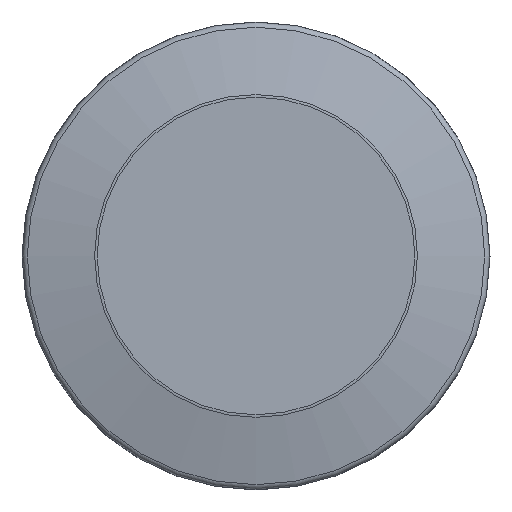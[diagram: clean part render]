
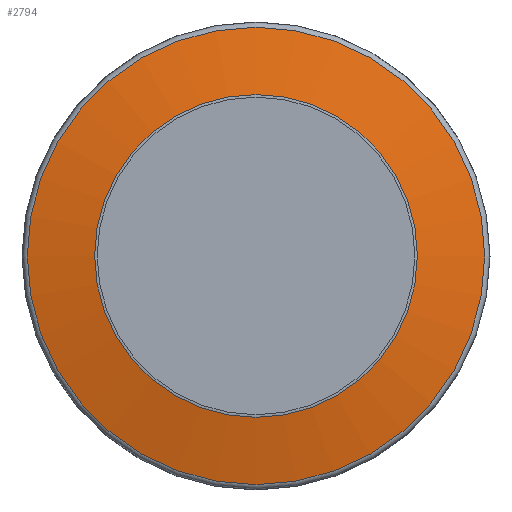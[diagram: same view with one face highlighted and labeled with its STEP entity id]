
A CAD part, top view. The second image highlights one B-rep face of the part: STEP entity #2794.
In plain terms, the highlighted conical face has half-angle 78 degrees and reference radius 13 mm.
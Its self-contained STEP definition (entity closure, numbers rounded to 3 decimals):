
#689=FACE_BOUND('',#5582,.T.);
#690=FACE_BOUND('',#5583,.T.);
#1184=CONICAL_SURFACE('',#21366,13.,78.);
#2794=ADVANCED_FACE('',(#689,#690),#1184,.T.);
#5582=EDGE_LOOP('',(#8827));
#5583=EDGE_LOOP('',(#8828));
#8827=ORIENTED_EDGE('',*,*,#17040,.T.);
#8828=ORIENTED_EDGE('',*,*,#17042,.T.);
#14744=VERTEX_POINT('',#39987);
#14746=VERTEX_POINT('',#39992);
#17040=EDGE_CURVE('',#14744,#14744,#19964,.T.);
#17042=EDGE_CURVE('',#14746,#14746,#19966,.T.);
#19964=CIRCLE('',#21357,18.57);
#19966=CIRCLE('',#21360,13.103);
#21357=AXIS2_PLACEMENT_3D('',#39986,#24140,#24141);
#21360=AXIS2_PLACEMENT_3D('',#39991,#24146,#24147);
#21366=AXIS2_PLACEMENT_3D('',#40000,#24158,#24159);
#24140=DIRECTION('',(0.,0.,1.));
#24141=DIRECTION('',(0.,1.,0.));
#24146=DIRECTION('',(0.,0.,-1.));
#24147=DIRECTION('',(0.,1.,0.));
#24158=DIRECTION('',(0.,0.,-1.));
#24159=DIRECTION('',(0.,1.,0.));
#39986=CARTESIAN_POINT('',(0.,0.,19.116));
#39987=CARTESIAN_POINT('',(0.,18.57,19.116));
#39991=CARTESIAN_POINT('',(0.,0.,20.278));
#39992=CARTESIAN_POINT('',(0.,13.103,20.278));
#40000=CARTESIAN_POINT('',(0.,0.,20.3));
